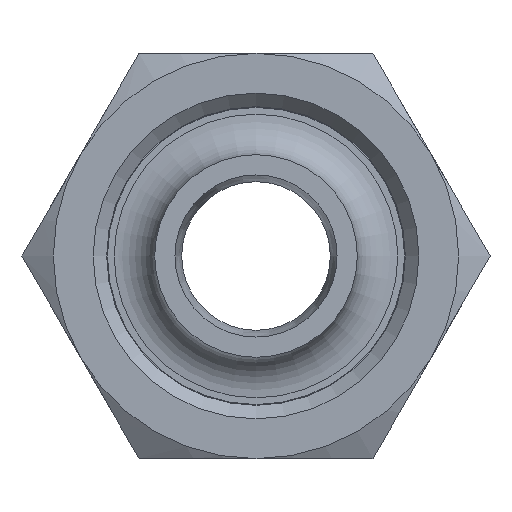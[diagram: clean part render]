
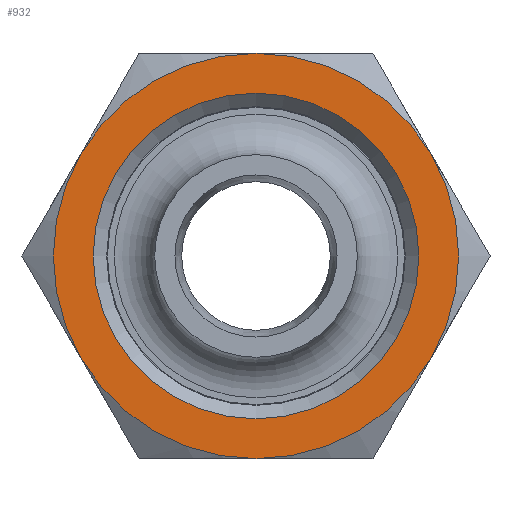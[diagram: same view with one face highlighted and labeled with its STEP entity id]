
A CAD part, left-side view. The second image highlights one B-rep face of the part: STEP entity #932.
In plain terms, the highlighted planar face has unit normal (-1, 0, 0).
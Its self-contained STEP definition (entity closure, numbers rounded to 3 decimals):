
#106=PLANE($,#1016);
#142=FACE_BOUND($,#257,.T.);
#185=FACE_OUTER_BOUND($,#256,.T.);
#256=EDGE_LOOP($,(#632,#633,#634,#635,#636,#637));
#257=EDGE_LOOP($,(#638));
#365=CIRCLE($,#1013,12.05);
#367=CIRCLE($,#1017,15.);
#368=CIRCLE($,#1018,15.);
#369=CIRCLE($,#1019,15.);
#370=CIRCLE($,#1020,15.);
#371=CIRCLE($,#1021,15.);
#372=CIRCLE($,#1022,15.);
#425=VERTEX_POINT($,#1449);
#427=VERTEX_POINT($,#1455);
#428=VERTEX_POINT($,#1456);
#429=VERTEX_POINT($,#1458);
#430=VERTEX_POINT($,#1460);
#431=VERTEX_POINT($,#1462);
#432=VERTEX_POINT($,#1464);
#509=EDGE_CURVE($,#425,#425,#365,.T.);
#511=EDGE_CURVE($,#427,#428,#367,.T.);
#512=EDGE_CURVE($,#429,#427,#368,.T.);
#513=EDGE_CURVE($,#430,#429,#369,.T.);
#514=EDGE_CURVE($,#431,#430,#370,.T.);
#515=EDGE_CURVE($,#432,#431,#371,.T.);
#516=EDGE_CURVE($,#428,#432,#372,.T.);
#632=ORIENTED_EDGE($,*,*,#511,.F.);
#633=ORIENTED_EDGE($,*,*,#512,.F.);
#634=ORIENTED_EDGE($,*,*,#513,.F.);
#635=ORIENTED_EDGE($,*,*,#514,.F.);
#636=ORIENTED_EDGE($,*,*,#515,.F.);
#637=ORIENTED_EDGE($,*,*,#516,.F.);
#638=ORIENTED_EDGE($,*,*,#509,.F.);
#932=ADVANCED_FACE($,(#185,#142),#106,.T.);
#1013=AXIS2_PLACEMENT_3D($,#1450,#1157,#1158);
#1016=AXIS2_PLACEMENT_3D($,#1454,#1163,#1164);
#1017=AXIS2_PLACEMENT_3D($,#1457,#1165,#1166);
#1018=AXIS2_PLACEMENT_3D($,#1459,#1167,#1168);
#1019=AXIS2_PLACEMENT_3D($,#1461,#1169,#1170);
#1020=AXIS2_PLACEMENT_3D($,#1463,#1171,#1172);
#1021=AXIS2_PLACEMENT_3D($,#1465,#1173,#1174);
#1022=AXIS2_PLACEMENT_3D($,#1466,#1175,#1176);
#1157=DIRECTION('center_axis',(-1.,0.,0.));
#1158=DIRECTION('ref_axis',(0.,0.,1.));
#1163=DIRECTION('center_axis',(-1.,0.,0.));
#1164=DIRECTION('ref_axis',(0.,0.,1.));
#1165=DIRECTION('center_axis',(1.,0.,0.));
#1166=DIRECTION('ref_axis',(0.,1.,0.));
#1167=DIRECTION('center_axis',(1.,0.,0.));
#1168=DIRECTION('ref_axis',(0.,1.,0.));
#1169=DIRECTION('center_axis',(1.,0.,0.));
#1170=DIRECTION('ref_axis',(0.,1.,0.));
#1171=DIRECTION('center_axis',(1.,0.,0.));
#1172=DIRECTION('ref_axis',(0.,1.,0.));
#1173=DIRECTION('center_axis',(1.,0.,0.));
#1174=DIRECTION('ref_axis',(0.,1.,0.));
#1175=DIRECTION('center_axis',(1.,0.,0.));
#1176=DIRECTION('ref_axis',(0.,1.,0.));
#1449=CARTESIAN_POINT('',(0.,0.,-12.05));
#1450=CARTESIAN_POINT('Origin',(0.,0.,
0.));
#1454=CARTESIAN_POINT('Origin',(0.,7.5,0.));
#1455=CARTESIAN_POINT('',(0.,12.99,7.5));
#1456=CARTESIAN_POINT('',(0.,0.,
15.));
#1457=CARTESIAN_POINT('Origin',(0.,0.,
0.));
#1458=CARTESIAN_POINT('',(0.,12.99,-7.5));
#1459=CARTESIAN_POINT('Origin',(0.,0.,
0.));
#1460=CARTESIAN_POINT('',(0.,0.,
-15.));
#1461=CARTESIAN_POINT('Origin',(0.,0.,
0.));
#1462=CARTESIAN_POINT('',(0.,-12.99,-7.5));
#1463=CARTESIAN_POINT('Origin',(0.,0.,
0.));
#1464=CARTESIAN_POINT('',(0.,-12.99,7.5));
#1465=CARTESIAN_POINT('Origin',(0.,0.,
0.));
#1466=CARTESIAN_POINT('Origin',(0.,0.,
0.));
